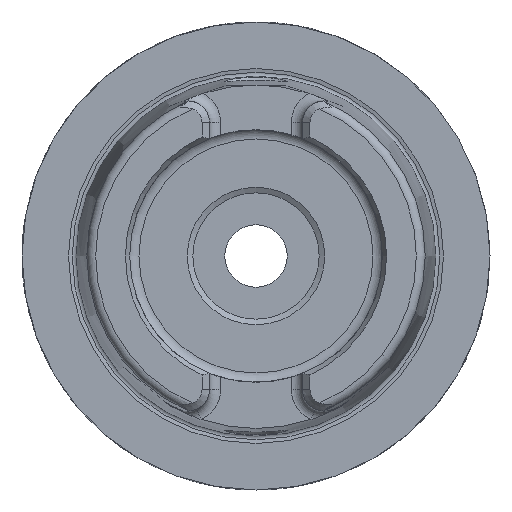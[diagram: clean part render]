
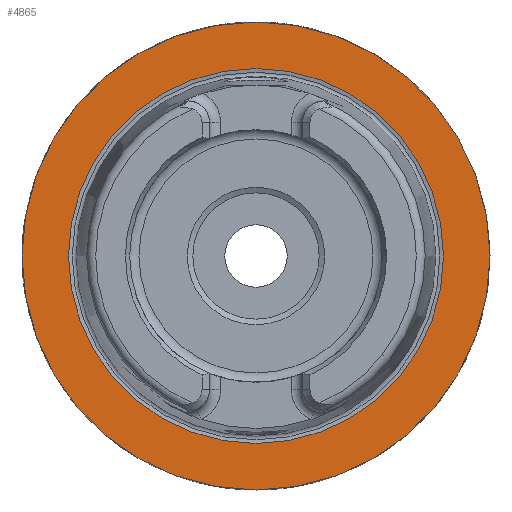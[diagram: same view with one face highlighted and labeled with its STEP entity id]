
A CAD part, left-side view. The second image highlights one B-rep face of the part: STEP entity #4865.
In plain terms, the highlighted planar face has unit normal (-1, 0, 0).
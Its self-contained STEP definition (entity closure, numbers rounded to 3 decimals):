
#909=CARTESIAN_POINT('',(0.,31.5,0.0));
#910=VERTEX_POINT('',#909);
#911=CARTESIAN_POINT('',(0.0,0.0,0.0));
#912=DIRECTION('',(1.0,0.0,0.0));
#913=DIRECTION('',(0.0,1.0,0.0));
#914=AXIS2_PLACEMENT_3D('',#911,#912,#913);
#915=CIRCLE('',#914,31.5);
#916=EDGE_CURVE('',#910,#910,#915,.T.);
#4807=CARTESIAN_POINT('',(0.,25.238,0.0));
#4808=VERTEX_POINT('',#4807);
#4809=CARTESIAN_POINT('',(0.,0.0,0.0));
#4810=DIRECTION('',(1.0,0.0,0.0));
#4811=DIRECTION('',(0.0,1.0,0.0));
#4812=AXIS2_PLACEMENT_3D('',#4809,#4810,#4811);
#4813=CIRCLE('',#4812,25.238);
#4814=EDGE_CURVE('',#4808,#4808,#4813,.T.);
#4854=CARTESIAN_POINT('',(0.,27.91,0.0));
#4855=DIRECTION('',(-1.0,0.0,0.0));
#4856=DIRECTION('',(0.0,0.0,1.0));
#4857=AXIS2_PLACEMENT_3D('',#4854,#4855,#4856);
#4858=PLANE('',#4857);
#4859=ORIENTED_EDGE('',*,*,#916,.F.);
#4860=EDGE_LOOP('',(#4859));
#4861=FACE_OUTER_BOUND('',#4860,.T.);
#4862=ORIENTED_EDGE('',*,*,#4814,.T.);
#4863=EDGE_LOOP('',(#4862));
#4864=FACE_BOUND('',#4863,.T.);
#4865=ADVANCED_FACE('',(#4861,#4864),#4858,.T.);
